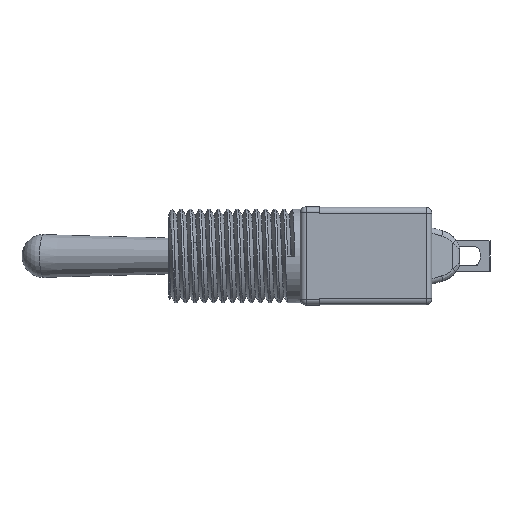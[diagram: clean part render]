
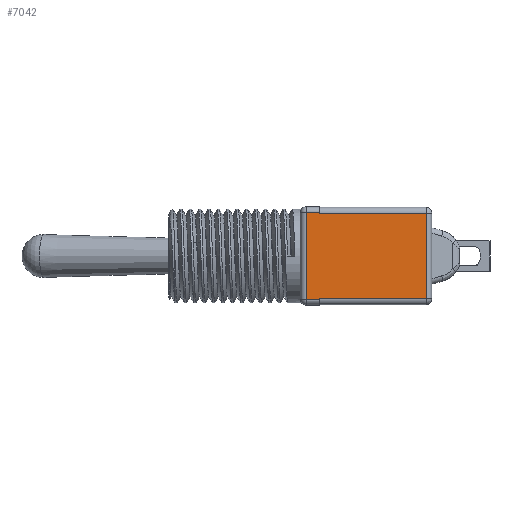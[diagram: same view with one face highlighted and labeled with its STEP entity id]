
A CAD part, left-side view. The second image highlights one B-rep face of the part: STEP entity #7042.
In plain terms, the highlighted planar face has unit normal (-1, 0, 0).
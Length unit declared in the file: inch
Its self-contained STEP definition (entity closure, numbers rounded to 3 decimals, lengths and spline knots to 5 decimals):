
#413=PLANE('',#7493);
#830=LINE('',#11823,#1533);
#848=LINE('',#11890,#1551);
#1039=LINE('',#13118,#1742);
#1082=LINE('',#13303,#1785);
#1083=LINE('',#13307,#1786);
#1084=LINE('',#13309,#1787);
#1085=LINE('',#13310,#1788);
#1086=LINE('',#13312,#1789);
#1533=VECTOR('',#8309,39.37008);
#1551=VECTOR('',#8363,39.37008);
#1742=VECTOR('',#8746,39.37008);
#1785=VECTOR('',#8835,39.37008);
#1786=VECTOR('',#8840,39.37008);
#1787=VECTOR('',#8841,39.37008);
#1788=VECTOR('',#8842,39.37008);
#1789=VECTOR('',#8843,39.37008);
#3169=ORIENTED_EDGE('',*,*,#4545,.T.);
#3170=ORIENTED_EDGE('',*,*,#4846,.F.);
#3171=ORIENTED_EDGE('',*,*,#4847,.T.);
#3172=ORIENTED_EDGE('',*,*,#4844,.F.);
#3173=ORIENTED_EDGE('',*,*,#4516,.F.);
#3174=ORIENTED_EDGE('',*,*,#4793,.T.);
#3175=ORIENTED_EDGE('',*,*,#4848,.T.);
#3176=ORIENTED_EDGE('',*,*,#4849,.F.);
#4516=EDGE_CURVE('',#5416,#5176,#830,.T.);
#4545=EDGE_CURVE('',#5481,#5483,#848,.T.);
#4793=EDGE_CURVE('',#5416,#5628,#1039,.T.);
#4844=EDGE_CURVE('',#5176,#5650,#1082,.T.);
#4846=EDGE_CURVE('',#5651,#5483,#1083,.T.);
#4847=EDGE_CURVE('',#5651,#5650,#1084,.T.);
#4848=EDGE_CURVE('',#5628,#5652,#1085,.T.);
#4849=EDGE_CURVE('',#5481,#5652,#1086,.T.);
#5176=VERTEX_POINT('',#10133);
#5416=VERTEX_POINT('',#11671);
#5481=VERTEX_POINT('',#11885);
#5483=VERTEX_POINT('',#11889);
#5628=VERTEX_POINT('',#13119);
#5650=VERTEX_POINT('',#13304);
#5651=VERTEX_POINT('',#13308);
#5652=VERTEX_POINT('',#13311);
#6196=EDGE_LOOP('',(#3169,#3170,#3171,#3172,#3173,#3174,#3175,#3176));
#6595=FACE_BOUND('',#6196,.T.);
#7042=ADVANCED_FACE('',(#6595),#413,.T.);
#7493=AXIS2_PLACEMENT_3D('',#13306,#8838,#8839);
#8309=DIRECTION('',(0.,0.,1.));
#8363=DIRECTION('',(0.,0.,1.));
#8746=DIRECTION('',(0.,-1.,0.));
#8835=DIRECTION('',(0.,-1.,0.));
#8838=DIRECTION('',(-1.,0.,0.));
#8839=DIRECTION('',(0.,0.,1.));
#8840=DIRECTION('',(0.,-1.,0.));
#8841=DIRECTION('',(0.,0.,1.));
#8842=DIRECTION('',(0.,0.,1.));
#8843=DIRECTION('',(0.,1.,0.));
#10133=CARTESIAN_POINT('',(-0.25,0.035,0.116));
#11671=CARTESIAN_POINT('',(-0.25,0.035,-0.116));
#11823=CARTESIAN_POINT('',(-0.25,0.035,-0.116));
#11885=CARTESIAN_POINT('',(-0.25,-0.285,-0.114));
#11889=CARTESIAN_POINT('',(-0.25,-0.285,0.114));
#11890=CARTESIAN_POINT('',(-0.25,-0.285,-0.114));
#13118=CARTESIAN_POINT('',(-0.25,0.035,-0.116));
#13119=CARTESIAN_POINT('',(-0.25,0.,-0.116));
#13303=CARTESIAN_POINT('',(-0.25,0.035,0.116));
#13304=CARTESIAN_POINT('',(-0.25,0.,0.116));
#13306=CARTESIAN_POINT('',(-0.25,-0.3,0.13));
#13307=CARTESIAN_POINT('',(-0.25,0.,0.114));
#13308=CARTESIAN_POINT('',(-0.25,0.,0.114));
#13309=CARTESIAN_POINT('',(-0.25,0.,0.114));
#13310=CARTESIAN_POINT('',(-0.25,0.,-0.116));
#13311=CARTESIAN_POINT('',(-0.25,0.,-0.114));
#13312=CARTESIAN_POINT('',(-0.25,-0.285,-0.114));
